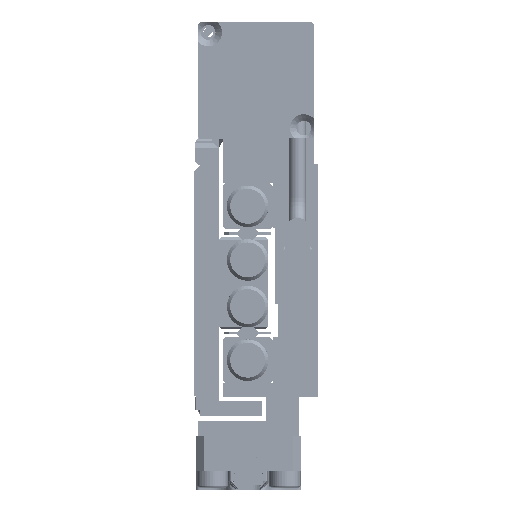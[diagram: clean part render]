
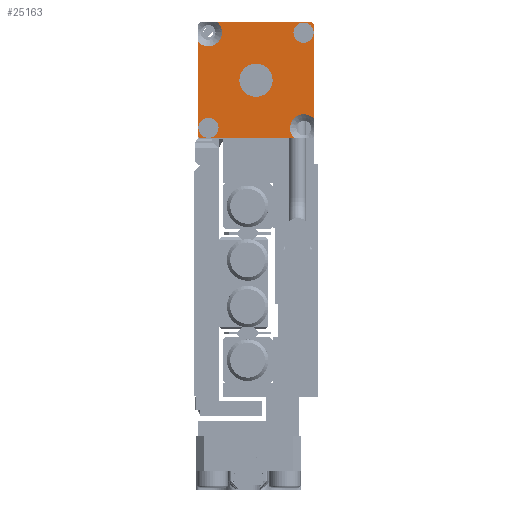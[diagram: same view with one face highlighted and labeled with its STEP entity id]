
A CAD part, left-side view. The second image highlights one B-rep face of the part: STEP entity #25163.
In plain terms, the highlighted face is planar.
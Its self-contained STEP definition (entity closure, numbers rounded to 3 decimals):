
#793 = ORIENTED_EDGE ( 'NONE', *, *, #27520, .T. ) ;
#1581 = DIRECTION ( 'NONE',  ( 1., 0., 0. ) ) ;
#2676 = EDGE_CURVE ( 'NONE', #35558, #7193, #14757, .T. ) ;
#2949 = ORIENTED_EDGE ( 'NONE', *, *, #12729, .F. ) ;
#3117 = CARTESIAN_POINT ( 'NONE',  ( 0., -13.5, 30. ) ) ;
#3566 = CARTESIAN_POINT ( 'NONE',  ( 2.914, -1.25, 30. ) ) ;
#3797 = DIRECTION ( 'NONE',  ( 0., 0., 1. ) ) ;
#3861 = EDGE_CURVE ( 'NONE', #63451, #34199, #29047, .T. ) ;
#4919 = FACE_BOUND ( 'NONE', #44294, .T. ) ;
#5063 = DIRECTION ( 'NONE',  ( 1., 0., 0. ) ) ;
#5242 = CARTESIAN_POINT ( 'NONE',  ( 1.25, -1.25, 30. ) ) ;
#5814 = EDGE_LOOP ( 'NONE', ( #10468, #20913 ) ) ;
#6354 = AXIS2_PLACEMENT_3D ( 'NONE', #42417, #8092, #37825 ) ;
#6882 = CARTESIAN_POINT ( 'NONE',  ( 0., -14., 30. ) ) ;
#7128 = DIRECTION ( 'NONE',  ( 0., 0., 1. ) ) ;
#7193 = VERTEX_POINT ( 'NONE', #18405 ) ;
#8092 = DIRECTION ( 'NONE',  ( 0., 0., 1. ) ) ;
#9497 = AXIS2_PLACEMENT_3D ( 'NONE', #44119, #39198, #14620 ) ;
#9813 = AXIS2_PLACEMENT_3D ( 'NONE', #29751, #40145, #59949 ) ;
#10468 = ORIENTED_EDGE ( 'NONE', *, *, #28485, .T. ) ;
#10566 = CARTESIAN_POINT ( 'NONE',  ( 0.073, -12.714, 30. ) ) ;
#10646 = DIRECTION ( 'NONE',  ( 1., 0., 0. ) ) ;
#10885 = CARTESIAN_POINT ( 'NONE',  ( 0., 0., 30. ) ) ;
#10974 = CARTESIAN_POINT ( 'NONE',  ( 12.714, -1.286, 30. ) ) ;
#11486 = CARTESIAN_POINT ( 'NONE',  ( 0., 0., 30. ) ) ;
#12729 = EDGE_CURVE ( 'NONE', #34527, #28862, #58728, .T. ) ;
#13247 = DIRECTION ( 'NONE',  ( 1., 0., 0. ) ) ;
#13328 = AXIS2_PLACEMENT_3D ( 'NONE', #43860, #29213, #50011 ) ;
#14384 = CARTESIAN_POINT ( 'NONE',  ( 0., -2.348, 30. ) ) ;
#14620 = DIRECTION ( 'NONE',  ( 1., 0., 0. ) ) ;
#14757 = CIRCLE ( 'NONE', #54075, 1.664 ) ;
#16371 = CARTESIAN_POINT ( 'NONE',  ( 12.75, -12.75, 30. ) ) ;
#16717 = EDGE_LOOP ( 'NONE', ( #24312, #47203, #50133, #46633, #51418, #30391, #39380, #793, #56035, #2949 ) ) ;
#17676 = CARTESIAN_POINT ( 'NONE',  ( 0.5, -14., 30. ) ) ;
#17760 = CARTESIAN_POINT ( 'NONE',  ( 7., -7., 30. ) ) ;
#17851 = DIRECTION ( 'NONE',  ( 0., 0., -1. ) ) ;
#18019 = CIRCLE ( 'NONE', #22112, 0.5 ) ;
#18324 = CARTESIAN_POINT ( 'NONE',  ( 14., -11.652, 30. ) ) ;
#18405 = CARTESIAN_POINT ( 'NONE',  ( 11.086, -12.75, 30. ) ) ;
#18507 = ORIENTED_EDGE ( 'NONE', *, *, #62881, .F. ) ;
#18508 = CIRCLE ( 'NONE', #55846, 0.5 ) ;
#19136 = FACE_OUTER_BOUND ( 'NONE', #16717, .T. ) ;
#19450 = DIRECTION ( 'NONE',  ( 1., 0., 0. ) ) ;
#19787 = CARTESIAN_POINT ( 'NONE',  ( 13.5, -0.5, 30. ) ) ;
#20913 = ORIENTED_EDGE ( 'NONE', *, *, #32829, .T. ) ;
#22112 = AXIS2_PLACEMENT_3D ( 'NONE', #19787, #39878, #49317 ) ;
#22367 = VECTOR ( 'NONE', #36345, 1000. ) ;
#23002 = DIRECTION ( 'NONE',  ( 1., 0., 0. ) ) ;
#23436 = VERTEX_POINT ( 'NONE', #10566 ) ;
#24095 = VERTEX_POINT ( 'NONE', #49198 ) ;
#24312 = ORIENTED_EDGE ( 'NONE', *, *, #36274, .F. ) ;
#24674 = AXIS2_PLACEMENT_3D ( 'NONE', #62610, #17851, #23002 ) ;
#25163 = ADVANCED_FACE ( 'NONE', ( #49299, #19136, #4919, #53525 ), #43803, .T. ) ;
#25663 = CIRCLE ( 'NONE', #13328, 1.213 ) ;
#25902 = EDGE_CURVE ( 'NONE', #35558, #42152, #42278, .T. ) ;
#25919 = LINE ( 'NONE', #6882, #28604 ) ;
#26136 = DIRECTION ( 'NONE',  ( 0., 0., 1. ) ) ;
#26316 = CIRCLE ( 'NONE', #9813, 1.664 ) ;
#27418 = AXIS2_PLACEMENT_3D ( 'NONE', #17760, #7128, #13247 ) ;
#27520 = EDGE_CURVE ( 'NONE', #42152, #24095, #18019, .T. ) ;
#27693 = CARTESIAN_POINT ( 'NONE',  ( 1.286, -12.714, 30. ) ) ;
#28326 = DIRECTION ( 'NONE',  ( 1., 0., 0. ) ) ;
#28485 = EDGE_CURVE ( 'NONE', #53944, #23436, #46970, .T. ) ;
#28604 = VECTOR ( 'NONE', #36600, 1000. ) ;
#28862 = VERTEX_POINT ( 'NONE', #33664 ) ;
#28925 = DIRECTION ( 'NONE',  ( 0., 1., 0. ) ) ;
#29039 = EDGE_CURVE ( 'NONE', #7193, #55381, #26316, .T. ) ;
#29047 = CIRCLE ( 'NONE', #50861, 1.213 ) ;
#29195 = ORIENTED_EDGE ( 'NONE', *, *, #3861, .F. ) ;
#29213 = DIRECTION ( 'NONE',  ( 0., 0., 1. ) ) ;
#29751 = CARTESIAN_POINT ( 'NONE',  ( 12.75, -12.75, 30. ) ) ;
#30391 = ORIENTED_EDGE ( 'NONE', *, *, #2676, .F. ) ;
#30575 = CARTESIAN_POINT ( 'NONE',  ( 14., -0.5, 30. ) ) ;
#30868 = CARTESIAN_POINT ( 'NONE',  ( 5., -7., 30. ) ) ;
#31164 = EDGE_CURVE ( 'NONE', #38562, #62115, #54941, .T. ) ;
#31321 = DIRECTION ( 'NONE',  ( 0., 0., 1. ) ) ;
#32566 = EDGE_CURVE ( 'NONE', #34199, #63451, #25663, .T. ) ;
#32829 = EDGE_CURVE ( 'NONE', #23436, #53944, #60977, .T. ) ;
#32866 = DIRECTION ( 'NONE',  ( 0., 0., -1. ) ) ;
#33659 = CARTESIAN_POINT ( 'NONE',  ( 2.499, -12.714, 30. ) ) ;
#33664 = CARTESIAN_POINT ( 'NONE',  ( 2.348, 0., 30. ) ) ;
#34126 = CARTESIAN_POINT ( 'NONE',  ( 13.927, -1.286, 30. ) ) ;
#34199 = VERTEX_POINT ( 'NONE', #39186 ) ;
#34360 = VERTEX_POINT ( 'NONE', #50253 ) ;
#34527 = VERTEX_POINT ( 'NONE', #3566 ) ;
#34727 = EDGE_CURVE ( 'NONE', #62115, #62117, #18508, .T. ) ;
#35558 = VERTEX_POINT ( 'NONE', #18324 ) ;
#35827 = CARTESIAN_POINT ( 'NONE',  ( 0.5, -13.5, 30. ) ) ;
#36274 = EDGE_CURVE ( 'NONE', #38562, #34527, #41526, .T. ) ;
#36345 = DIRECTION ( 'NONE',  ( -1., 0., 0. ) ) ;
#36464 = CIRCLE ( 'NONE', #39585, 2. ) ;
#36600 = DIRECTION ( 'NONE',  ( 1., 0., 0. ) ) ;
#37527 = CARTESIAN_POINT ( 'NONE',  ( 11.652, -14., 30. ) ) ;
#37825 = DIRECTION ( 'NONE',  ( 1., 0., 0. ) ) ;
#38099 = EDGE_CURVE ( 'NONE', #48914, #34360, #36464, .T. ) ;
#38562 = VERTEX_POINT ( 'NONE', #14384 ) ;
#39186 = CARTESIAN_POINT ( 'NONE',  ( 11.501, -1.286, 30. ) ) ;
#39198 = DIRECTION ( 'NONE',  ( 0., 0., 1. ) ) ;
#39380 = ORIENTED_EDGE ( 'NONE', *, *, #25902, .T. ) ;
#39585 = AXIS2_PLACEMENT_3D ( 'NONE', #63401, #3797, #5063 ) ;
#39878 = DIRECTION ( 'NONE',  ( 0., 0., 1. ) ) ;
#40145 = DIRECTION ( 'NONE',  ( 0., 0., 1. ) ) ;
#41309 = DIRECTION ( 'NONE',  ( 1., 0., 0. ) ) ;
#41526 = CIRCLE ( 'NONE', #6354, 1.664 ) ;
#42152 = VERTEX_POINT ( 'NONE', #30575 ) ;
#42278 = LINE ( 'NONE', #52976, #45802 ) ;
#42417 = CARTESIAN_POINT ( 'NONE',  ( 1.25, -1.25, 30. ) ) ;
#43803 = PLANE ( 'NONE',  #9497 ) ;
#43860 = CARTESIAN_POINT ( 'NONE',  ( 12.714, -1.286, 30. ) ) ;
#44119 = CARTESIAN_POINT ( 'NONE',  ( 0., 0., 30. ) ) ;
#44231 = AXIS2_PLACEMENT_3D ( 'NONE', #5242, #50592, #19450 ) ;
#44294 = EDGE_LOOP ( 'NONE', ( #50228, #18507 ) ) ;
#44386 = EDGE_LOOP ( 'NONE', ( #29195, #52520 ) ) ;
#45802 = VECTOR ( 'NONE', #28925, 1000. ) ;
#46189 = DIRECTION ( 'NONE',  ( 0., 0., 1. ) ) ;
#46633 = ORIENTED_EDGE ( 'NONE', *, *, #49266, .T. ) ;
#46970 = CIRCLE ( 'NONE', #47011, 1.213 ) ;
#47011 = AXIS2_PLACEMENT_3D ( 'NONE', #27693, #32866, #28326 ) ;
#47203 = ORIENTED_EDGE ( 'NONE', *, *, #31164, .T. ) ;
#48893 = EDGE_CURVE ( 'NONE', #24095, #28862, #51976, .T. ) ;
#48914 = VERTEX_POINT ( 'NONE', #30868 ) ;
#49198 = CARTESIAN_POINT ( 'NONE',  ( 13.5, 0., 30. ) ) ;
#49266 = EDGE_CURVE ( 'NONE', #62117, #55381, #25919, .T. ) ;
#49299 = FACE_BOUND ( 'NONE', #44386, .T. ) ;
#49317 = DIRECTION ( 'NONE',  ( 1., 0., 0. ) ) ;
#50011 = DIRECTION ( 'NONE',  ( 1., 0., 0. ) ) ;
#50133 = ORIENTED_EDGE ( 'NONE', *, *, #34727, .T. ) ;
#50228 = ORIENTED_EDGE ( 'NONE', *, *, #38099, .F. ) ;
#50253 = CARTESIAN_POINT ( 'NONE',  ( 9., -7., 30. ) ) ;
#50592 = DIRECTION ( 'NONE',  ( 0., 0., 1. ) ) ;
#50861 = AXIS2_PLACEMENT_3D ( 'NONE', #10974, #26136, #1581 ) ;
#51418 = ORIENTED_EDGE ( 'NONE', *, *, #29039, .F. ) ;
#51976 = LINE ( 'NONE', #11486, #22367 ) ;
#52310 = CIRCLE ( 'NONE', #27418, 2. ) ;
#52520 = ORIENTED_EDGE ( 'NONE', *, *, #32566, .F. ) ;
#52976 = CARTESIAN_POINT ( 'NONE',  ( 14., 0., 30. ) ) ;
#53525 = FACE_BOUND ( 'NONE', #5814, .T. ) ;
#53944 = VERTEX_POINT ( 'NONE', #33659 ) ;
#54075 = AXIS2_PLACEMENT_3D ( 'NONE', #16371, #46189, #41309 ) ;
#54302 = DIRECTION ( 'NONE',  ( 0., -1., 0. ) ) ;
#54941 = LINE ( 'NONE', #10885, #61766 ) ;
#55381 = VERTEX_POINT ( 'NONE', #37527 ) ;
#55846 = AXIS2_PLACEMENT_3D ( 'NONE', #35827, #31321, #10646 ) ;
#56035 = ORIENTED_EDGE ( 'NONE', *, *, #48893, .T. ) ;
#58728 = CIRCLE ( 'NONE', #44231, 1.664 ) ;
#59949 = DIRECTION ( 'NONE',  ( 1., 0., 0. ) ) ;
#60977 = CIRCLE ( 'NONE', #24674, 1.213 ) ;
#61766 = VECTOR ( 'NONE', #54302, 1000. ) ;
#62115 = VERTEX_POINT ( 'NONE', #3117 ) ;
#62117 = VERTEX_POINT ( 'NONE', #17676 ) ;
#62610 = CARTESIAN_POINT ( 'NONE',  ( 1.286, -12.714, 30. ) ) ;
#62881 = EDGE_CURVE ( 'NONE', #34360, #48914, #52310, .T. ) ;
#63401 = CARTESIAN_POINT ( 'NONE',  ( 7., -7., 30. ) ) ;
#63451 = VERTEX_POINT ( 'NONE', #34126 ) ;
